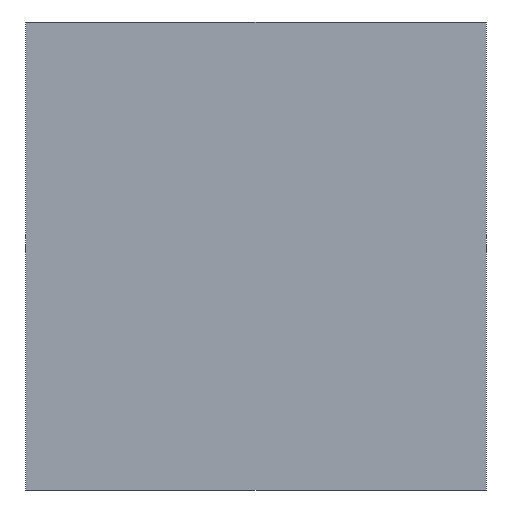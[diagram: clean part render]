
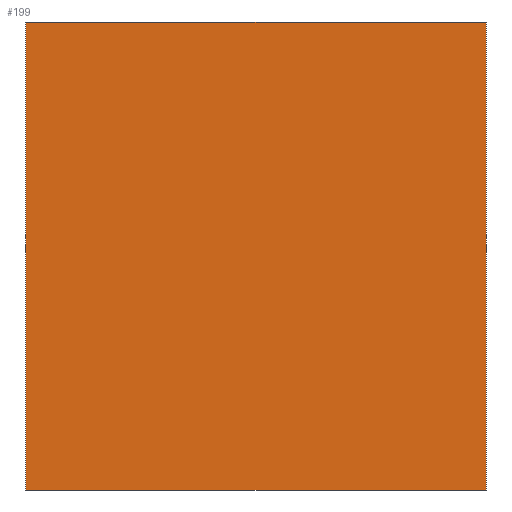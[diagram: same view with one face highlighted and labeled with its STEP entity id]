
A CAD part, front view. The second image highlights one B-rep face of the part: STEP entity #199.
In plain terms, the highlighted planar face has unit normal (0, -1, 0).
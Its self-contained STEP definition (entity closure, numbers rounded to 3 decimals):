
#13 = ORIENTED_EDGE ( 'NONE', *, *, #101, .F. ) ;
#19 = CARTESIAN_POINT ( 'NONE',  ( -75., 0., -76.2 ) ) ;
#46 = VECTOR ( 'NONE', #260, 1000. ) ;
#49 = DIRECTION ( 'NONE',  ( 0., 0., -1. ) ) ;
#53 = EDGE_CURVE ( 'NONE', #178, #73, #173, .T. ) ;
#67 = CARTESIAN_POINT ( 'NONE',  ( -75., 0., 76.2 ) ) ;
#70 = ORIENTED_EDGE ( 'NONE', *, *, #77, .F. ) ;
#73 = VERTEX_POINT ( 'NONE', #19 ) ;
#77 = EDGE_CURVE ( 'NONE', #178, #118, #484, .T. ) ;
#93 = FACE_OUTER_BOUND ( 'NONE', #324, .T. ) ;
#101 = EDGE_CURVE ( 'NONE', #118, #229, #257, .T. ) ;
#111 = VECTOR ( 'NONE', #130, 1000. ) ;
#114 = CARTESIAN_POINT ( 'NONE',  ( -12.7, 0., -76.2 ) ) ;
#118 = VERTEX_POINT ( 'NONE', #177 ) ;
#121 = EDGE_CURVE ( 'NONE', #73, #229, #457, .T. ) ;
#130 = DIRECTION ( 'NONE',  ( 1., 0., 0. ) ) ;
#168 = CARTESIAN_POINT ( 'NONE',  ( -75., 0., 76.2 ) ) ;
#173 = LINE ( 'NONE', #168, #428 ) ;
#177 = CARTESIAN_POINT ( 'NONE',  ( 75., 0., 76.2 ) ) ;
#178 = VERTEX_POINT ( 'NONE', #67 ) ;
#199 = ADVANCED_FACE ( 'NONE', ( #93 ), #282, .T. ) ;
#201 = DIRECTION ( 'NONE',  ( 0., -1., 0. ) ) ;
#229 = VERTEX_POINT ( 'NONE', #474 ) ;
#243 = CARTESIAN_POINT ( 'NONE',  ( -12.7, 0., 76.2 ) ) ;
#257 = LINE ( 'NONE', #435, #451 ) ;
#260 = DIRECTION ( 'NONE',  ( 1., 0., 0. ) ) ;
#282 = PLANE ( 'NONE',  #334 ) ;
#324 = EDGE_LOOP ( 'NONE', ( #398, #13, #70, #442 ) ) ;
#334 = AXIS2_PLACEMENT_3D ( 'NONE', #477, #201, #49 ) ;
#357 = DIRECTION ( 'NONE',  ( 0., 0., -1. ) ) ;
#398 = ORIENTED_EDGE ( 'NONE', *, *, #121, .T. ) ;
#428 = VECTOR ( 'NONE', #491, 1000. ) ;
#435 = CARTESIAN_POINT ( 'NONE',  ( 75., 0., 76.2 ) ) ;
#442 = ORIENTED_EDGE ( 'NONE', *, *, #53, .T. ) ;
#451 = VECTOR ( 'NONE', #357, 1000. ) ;
#457 = LINE ( 'NONE', #114, #46 ) ;
#474 = CARTESIAN_POINT ( 'NONE',  ( 75., 0., -76.2 ) ) ;
#477 = CARTESIAN_POINT ( 'NONE',  ( -12.7, 0., 76.2 ) ) ;
#484 = LINE ( 'NONE', #243, #111 ) ;
#491 = DIRECTION ( 'NONE',  ( 0., 0., -1. ) ) ;
